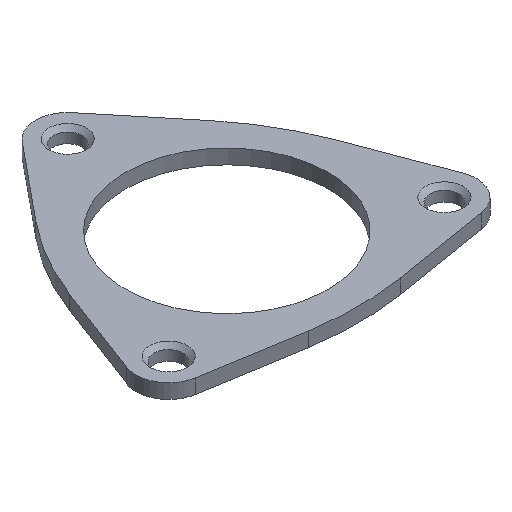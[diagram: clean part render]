
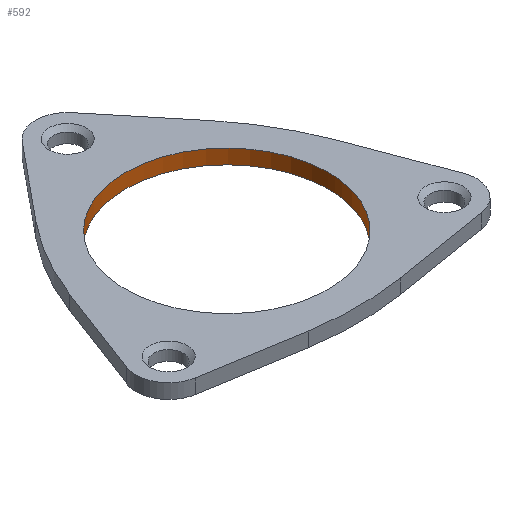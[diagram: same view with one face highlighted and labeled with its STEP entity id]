
A CAD part, isometric view. The second image highlights one B-rep face of the part: STEP entity #592.
In plain terms, the highlighted free-form (B-spline) face has degree [2, 1] with [7, 2] control points.
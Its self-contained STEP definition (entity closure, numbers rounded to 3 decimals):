
#198 = EDGE_CURVE('',#199,#199,#201,.T.);
#199 = VERTEX_POINT('',#200);
#200 = CARTESIAN_POINT('',(31.253,0.,0.));
#201 = ( BOUNDED_CURVE() B_SPLINE_CURVE(2,(#202,#203,#204,#205,#206,#207
,#208),.UNSPECIFIED.,.T.,.F.) B_SPLINE_CURVE_WITH_KNOTS((1,2,2,2,2,1),(
    -2.094,0.,2.094,4.189,6.283,
8.378),.UNSPECIFIED.) CURVE() GEOMETRIC_REPRESENTATION_ITEM() 
RATIONAL_B_SPLINE_CURVE((1.,0.5,1.,0.5,1.,0.5,1.)) REPRESENTATION_ITEM(
  '') );
#202 = CARTESIAN_POINT('',(31.253,0.,0.));
#203 = CARTESIAN_POINT('',(31.253,54.132,0.));
#204 = CARTESIAN_POINT('',(-15.627,27.066,0.));
#205 = CARTESIAN_POINT('',(-62.506,0.,0.));
#206 = CARTESIAN_POINT('',(-15.627,-27.066,0.));
#207 = CARTESIAN_POINT('',(31.253,-54.132,0.));
#208 = CARTESIAN_POINT('',(31.253,0.,0.));
#355 = EDGE_CURVE('',#356,#356,#358,.T.);
#356 = VERTEX_POINT('',#357);
#357 = CARTESIAN_POINT('',(31.253,0.,4.465));
#358 = ( BOUNDED_CURVE() B_SPLINE_CURVE(2,(#359,#360,#361,#362,#363,#364
,#365),.UNSPECIFIED.,.T.,.F.) B_SPLINE_CURVE_WITH_KNOTS((1,2,2,2,2,1),(
    -2.094,0.,2.094,4.189,6.283,
8.378),.UNSPECIFIED.) CURVE() GEOMETRIC_REPRESENTATION_ITEM() 
RATIONAL_B_SPLINE_CURVE((1.,0.5,1.,0.5,1.,0.5,1.)) REPRESENTATION_ITEM(
  '') );
#359 = CARTESIAN_POINT('',(31.253,0.,4.465));
#360 = CARTESIAN_POINT('',(31.253,54.132,
    4.465));
#361 = CARTESIAN_POINT('',(-15.627,27.066,
    4.465));
#362 = CARTESIAN_POINT('',(-62.506,0.,
    4.465));
#363 = CARTESIAN_POINT('',(-15.627,-27.066,
    4.465));
#364 = CARTESIAN_POINT('',(31.253,-54.132,
    4.465));
#365 = CARTESIAN_POINT('',(31.253,0.,4.465));
#592 = ADVANCED_FACE('',(#593),#603,.F.);
#593 = FACE_BOUND('',#594,.F.);
#594 = EDGE_LOOP('',(#595,#596,#601,#602));
#595 = ORIENTED_EDGE('',*,*,#198,.T.);
#596 = ORIENTED_EDGE('',*,*,#597,.T.);
#597 = EDGE_CURVE('',#199,#356,#598,.T.);
#598 = B_SPLINE_CURVE_WITH_KNOTS('',1,(#599,#600),.UNSPECIFIED.,.F.,.F.,
  (2,2),(0.,5.),.PIECEWISE_BEZIER_KNOTS.);
#599 = CARTESIAN_POINT('',(31.253,0.,0.));
#600 = CARTESIAN_POINT('',(31.253,0.,4.465));
#601 = ORIENTED_EDGE('',*,*,#355,.F.);
#602 = ORIENTED_EDGE('',*,*,#597,.F.);
#603 = ( BOUNDED_SURFACE() B_SPLINE_SURFACE(2,1,(
    (#604,#605)
    ,(#606,#607)
    ,(#608,#609)
    ,(#610,#611)
    ,(#612,#613)
    ,(#614,#615)
,(#616,#617
    )),.UNSPECIFIED.,.T.,.F.,.F.) B_SPLINE_SURFACE_WITH_KNOTS((1,2,2,2,2
    ,1),(2,2),(-2.094,0.,2.094,4.189,
    6.283,8.378),(-5.,0.),.UNSPECIFIED.) 
GEOMETRIC_REPRESENTATION_ITEM() RATIONAL_B_SPLINE_SURFACE((
    (1.,1.)
    ,(0.5,0.5)
    ,(1.,1.)
    ,(0.5,0.5)
    ,(1.,1.)
    ,(0.5,0.5)
,(1.,1.))) REPRESENTATION_ITEM('') SURFACE() );
#604 = CARTESIAN_POINT('',(31.253,0.,4.465));
#605 = CARTESIAN_POINT('',(31.253,0.,0.));
#606 = CARTESIAN_POINT('',(31.253,-54.132,
    4.465));
#607 = CARTESIAN_POINT('',(31.253,-54.132,0.));
#608 = CARTESIAN_POINT('',(-15.627,-27.066,
    4.465));
#609 = CARTESIAN_POINT('',(-15.627,-27.066,0.));
#610 = CARTESIAN_POINT('',(-62.506,0.,
    4.465));
#611 = CARTESIAN_POINT('',(-62.506,0.,0.));
#612 = CARTESIAN_POINT('',(-15.627,27.066,
    4.465));
#613 = CARTESIAN_POINT('',(-15.627,27.066,0.));
#614 = CARTESIAN_POINT('',(31.253,54.132,
    4.465));
#615 = CARTESIAN_POINT('',(31.253,54.132,0.));
#616 = CARTESIAN_POINT('',(31.253,0.,4.465));
#617 = CARTESIAN_POINT('',(31.253,0.,0.));
